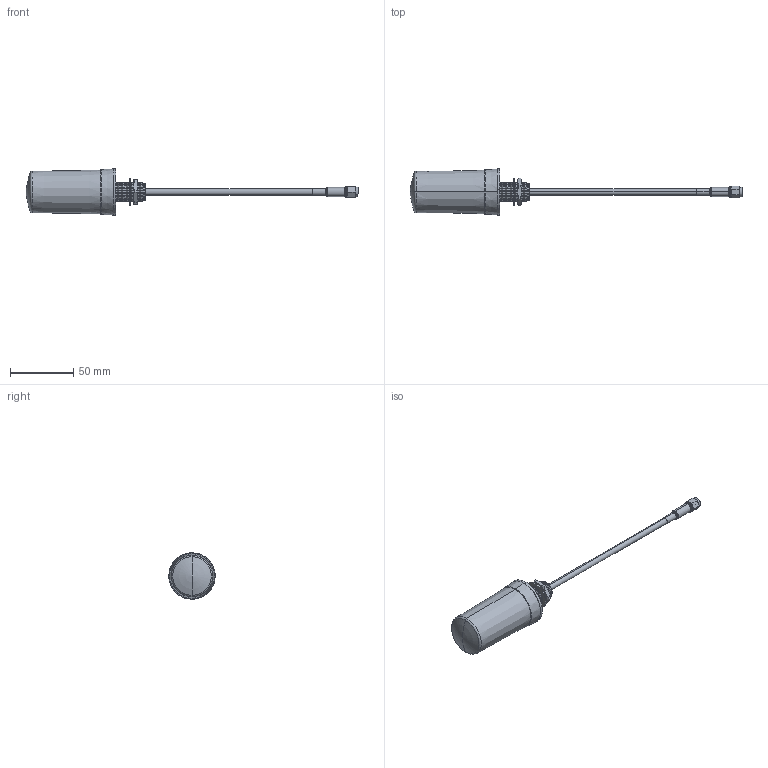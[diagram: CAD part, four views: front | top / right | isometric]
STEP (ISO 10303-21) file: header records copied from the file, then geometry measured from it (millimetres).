
FILE_DESCRIPTION (( 'STEP AP214' ), '1' );
FILE_NAME ('HG2403UR-BAN12RSP.STEP', '2020-09-21T21:33:56', ( '' ), ( '' ), 'SwSTEP 2.0', 'SolidWorks 2018', '' );
FILE_SCHEMA (( 'AUTOMOTIVE_DESIGN' ));
Length unit declared in the file: inch
Products named in the file (10): ARSP-1700-MA2; HG2403UR-BAN12RSP; ARSP-1700-MA3; CA-195R-MA1; cable^HG2403UR-BAN12RSP; HG2403UR-BAN12RSP_RubberGasket; HG2403UR-BAN12RSP_Antenna; HG2403UR-BAN12RSP_Washer; HG2403UR-BAN12RSP_HexNut; ARSP-1700
Assembly tree (9 placements, depth 3):
  HG2403UR-BAN12RSP
    HG2403UR-BAN12RSP_Antenna
    HG2403UR-BAN12RSP_HexNut
    HG2403UR-BAN12RSP_Washer
    HG2403UR-BAN12RSP_RubberGasket
    ARSP-1700
      ARSP-1700-MA2
      ARSP-1700-MA3
    CA-195R-MA1
    cable^HG2403UR-BAN12RSP
Bounding box: 261.48 x 36.46 x 36.46 mm (x, y, z)
Volume: 68754.5 mm3; surface area: 17277.6 mm2
Topology: 8 solids, 8 shells, 304 faces, 640 edges, 361 vertices
Faces by surface type: cone 162, cylinder 70, plane 56, torus 16
Entity records: 8822 total; most frequent: CARTESIAN_POINT 1660, DIRECTION 1518, ORIENTED_EDGE 1268, AXIS2_PLACEMENT_3D 643, EDGE_CURVE 634, VERTEX_POINT 361, EDGE_LOOP 331, CIRCLE 326
